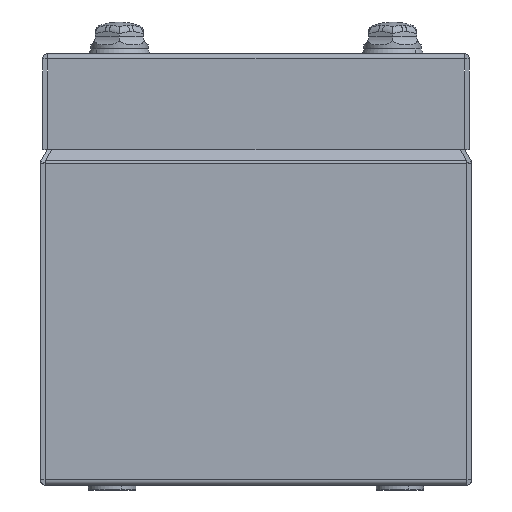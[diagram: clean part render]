
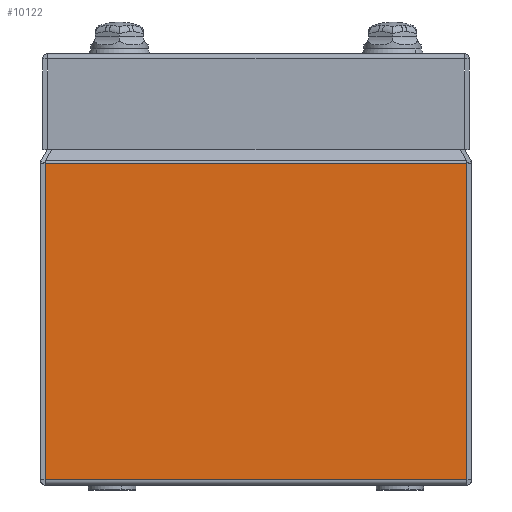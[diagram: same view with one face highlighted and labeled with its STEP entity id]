
A CAD part, left-side view. The second image highlights one B-rep face of the part: STEP entity #10122.
In plain terms, the highlighted planar face has unit normal (-1, 0, 0).
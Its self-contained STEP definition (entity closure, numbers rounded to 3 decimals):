
#1 = LINE ( 'NONE', #30026, #18496 ) ;
#546 = DIRECTION ( 'NONE',  ( 0., 1., 0. ) ) ;
#2017 = CARTESIAN_POINT ( 'NONE',  ( -45., -495., 67.086 ) ) ;
#2765 = ORIENTED_EDGE ( 'NONE', *, *, #21283, .F. ) ;
#3475 = CARTESIAN_POINT ( 'NONE',  ( -45., -495., 1.1 ) ) ;
#7803 = CARTESIAN_POINT ( 'NONE',  ( -45., 43.929, 1.1 ) ) ;
#8426 = VECTOR ( 'NONE', #19544, 1000. ) ;
#10122 = ADVANCED_FACE ( 'NONE', ( #16275 ), #10626, .F. ) ;
#10626 = PLANE ( 'NONE',  #22095 ) ;
#10786 = CARTESIAN_POINT ( 'NONE',  ( -45., -495., 67.086 ) ) ;
#11121 = ORIENTED_EDGE ( 'NONE', *, *, #19679, .T. ) ;
#11485 = CARTESIAN_POINT ( 'NONE',  ( -45., 43.929, 67.086 ) ) ;
#13837 = CARTESIAN_POINT ( 'NONE',  ( -45., 43.929, 67.086 ) ) ;
#13936 = DIRECTION ( 'NONE',  ( 1., 0., 0. ) ) ;
#14597 = LINE ( 'NONE', #13837, #25743 ) ;
#16275 = FACE_OUTER_BOUND ( 'NONE', #28118, .T. ) ;
#17650 = EDGE_CURVE ( 'NONE', #17876, #33067, #23775, .T. ) ;
#17876 = VERTEX_POINT ( 'NONE', #35429 ) ;
#18496 = VECTOR ( 'NONE', #23803, 1000. ) ;
#18643 = ORIENTED_EDGE ( 'NONE', *, *, #17650, .F. ) ;
#19001 = DIRECTION ( 'NONE',  ( 0., 1., 0. ) ) ;
#19077 = VECTOR ( 'NONE', #546, 1000. ) ;
#19544 = DIRECTION ( 'NONE',  ( 0., 1., 0. ) ) ;
#19679 = EDGE_CURVE ( 'NONE', #32593, #21248, #25413, .T. ) ;
#20412 = ORIENTED_EDGE ( 'NONE', *, *, #26187, .F. ) ;
#21248 = VERTEX_POINT ( 'NONE', #11485 ) ;
#21283 = EDGE_CURVE ( 'NONE', #33067, #21248, #14597, .T. ) ;
#22095 = AXIS2_PLACEMENT_3D ( 'NONE', #2017, #13936, #19001 ) ;
#23775 = LINE ( 'NONE', #3475, #19077 ) ;
#23803 = DIRECTION ( 'NONE',  ( 0., 0., -1. ) ) ;
#25413 = LINE ( 'NONE', #10786, #8426 ) ;
#25743 = VECTOR ( 'NONE', #37601, 1000. ) ;
#26187 = EDGE_CURVE ( 'NONE', #32593, #17876, #1, .T. ) ;
#28118 = EDGE_LOOP ( 'NONE', ( #2765, #18643, #20412, #11121 ) ) ;
#30026 = CARTESIAN_POINT ( 'NONE',  ( -45., -43.929, 67.086 ) ) ;
#32593 = VERTEX_POINT ( 'NONE', #32844 ) ;
#32844 = CARTESIAN_POINT ( 'NONE',  ( -45., -43.929, 67.086 ) ) ;
#33067 = VERTEX_POINT ( 'NONE', #7803 ) ;
#35429 = CARTESIAN_POINT ( 'NONE',  ( -45., -43.929, 1.1 ) ) ;
#37601 = DIRECTION ( 'NONE',  ( 0., 0., 1. ) ) ;
